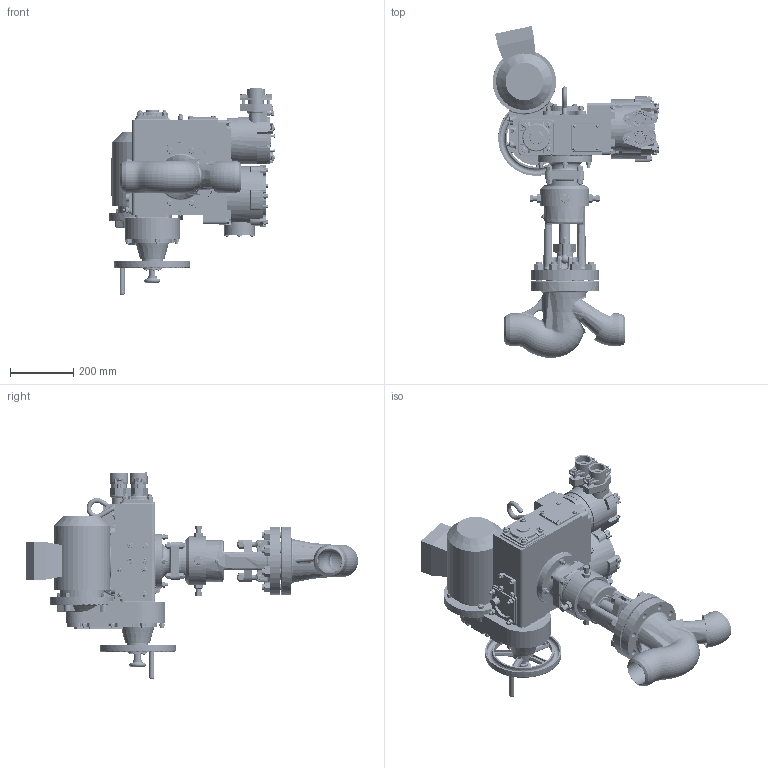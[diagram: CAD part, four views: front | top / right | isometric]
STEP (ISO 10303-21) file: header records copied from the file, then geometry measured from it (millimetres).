
FILE_DESCRIPTION(('STEP AP203'), '1');
FILE_NAME('1ñ-8-2ÝÌ', '', ('UNSPECIFIED'), ('UNSPECIFIED'), 'C3D Converter', 'C3D Toolkit', '');
FILE_SCHEMA(('CONFIG_CONTROL_DESIGN'));
Length unit declared in the file: millimetre
Bounding box: 525.17 x 1046.48 x 652.57 mm (x, y, z)
Volume: 23192954.3 mm3; surface area: 3190417 mm2
Topology: 50 solids, 54 shells, 7841 faces, 20723 edges, 13309 vertices
Faces by surface type: plane 3538, cylinder 2678, bspline 674, cone 587, torus 234, sphere 130
Full cylindrical faces by diameter (mm): 2 x8, 2.5 x3, 3 x9, 4 x13, 4.3 x2, 4.5 x8, 5 x3, 6 x44, 6.4 x6, 6.6 x4, 7 x8, 7.1 x1, 8 x6, 8.4 x1, 8.75 x35, 9 x1, 9.5 x6, 10 x134, 10.5 x2, 11 x14, 11.5 x5, 12 x42, 14 x8, 15 x4, 15.5 x2, 16 x12, 17.5 x10, 18 x7, 18.6 x1, 20 x34
Entity records: 344082 total; most frequent: CARTESIAN_POINT 151758, ORIENTED_EDGE 38510, DIRECTION 36191, EDGE_CURVE 19255, AXIS2_PLACEMENT_3D 14305, VERTEX_POINT 13271, EDGE_LOOP 9939, FACE_BOUND 8387
